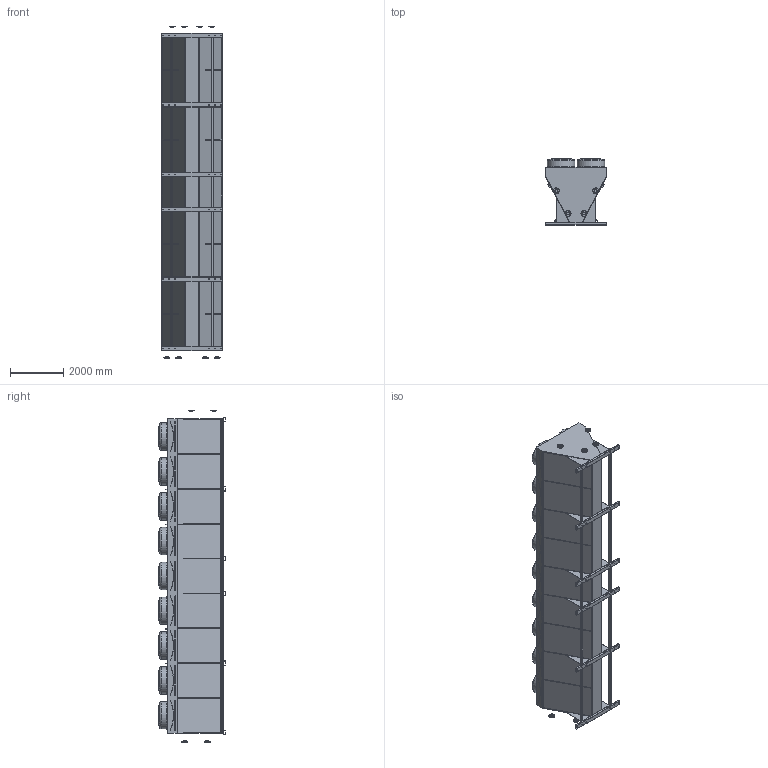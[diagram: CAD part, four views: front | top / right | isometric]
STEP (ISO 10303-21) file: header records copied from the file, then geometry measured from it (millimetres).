
FILE_DESCRIPTION (( 'STEP AP203' ), '1' );
FILE_NAME ('VDDY9M_3R48N_4I4O.STEP', '2018-10-08T14:38:42', ( 'Alfa Laval' ), ( 'Alfa Laval' ), 'SwSTEP 2.0', 'SolidWorks 2016', '' );
FILE_SCHEMA (( 'CONFIG_CONTROL_DESIGN' ));
Length unit declared in the file: millimetre
Products named in the file (3): V-TYPE2_LIGHT_BODY_9MOD-OS; V-TYPE2_LIGHT_VDDY_FLANGE_OS_9MOD_3R_3P_4in-4out; VDDY9M_3R48N_4I4O
Assembly tree (2 placements, depth 2):
  VDDY9M_3R48N_4I4O
    V-TYPE2_LIGHT_BODY_9MOD-OS
    V-TYPE2_LIGHT_VDDY_FLANGE_OS_9MOD_3R_3P_4in-4out
Bounding box: 2280.43 x 2494.62 x 12490 mm (x, y, z)
Volume: 42223484139.3 mm3; surface area: 147128839.4 mm2
Topology: 21 solids, 21 shells, 2026 faces, 4796 edges, 3018 vertices
Faces by surface type: cylinder 908, plane 670, torus 286, sphere 144, cone 18
Full cylindrical faces by diameter (mm): 1 x72, 20 x72, 40 x8, 100 x18, 108 x16, 220 x8, 1032 x18
Entity records: 56871 total; most frequent: DIRECTION 10946, CARTESIAN_POINT 9289, ORIENTED_EDGE 8628, AXIS2_PLACEMENT_3D 4601, EDGE_CURVE 4314, VERTEX_POINT 2944, EDGE_LOOP 2852, CIRCLE 2570
